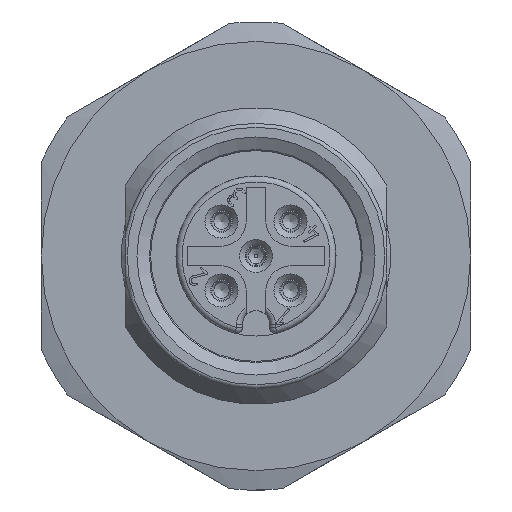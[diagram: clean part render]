
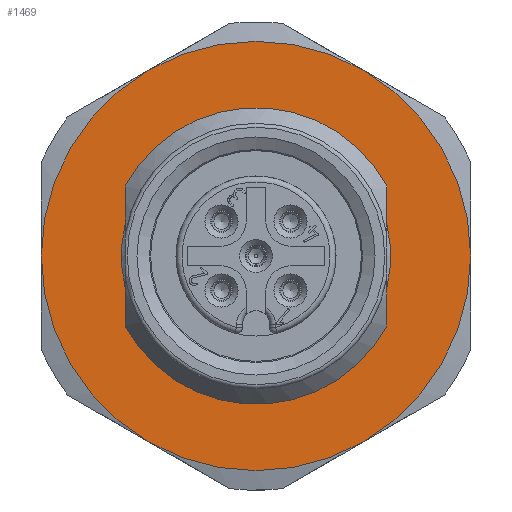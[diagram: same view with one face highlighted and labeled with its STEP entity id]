
A CAD part, left-side view. The second image highlights one B-rep face of the part: STEP entity #1469.
In plain terms, the highlighted planar face has unit normal (-1, 0, 0).
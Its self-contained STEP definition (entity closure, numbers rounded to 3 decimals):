
#330=FACE_BOUND('',#2459,.T.);
#331=FACE_BOUND('',#2460,.T.);
#1043=PLANE('',#8598);
#1469=ADVANCED_FACE('',(#330,#331),#1043,.T.);
#2459=EDGE_LOOP('',(#5497,#5498,#5499,#5500,#5501,#5502));
#2460=EDGE_LOOP('',(#5503,#5504,#5505,#5506,#5507,#5508,#5509,#5510));
#2677=LINE('',#11119,#3183);
#2678=LINE('',#11134,#3184);
#2683=LINE('',#11144,#3189);
#2684=LINE('',#11159,#3190);
#3183=VECTOR('',#9098,1.);
#3184=VECTOR('',#9099,1.);
#3189=VECTOR('',#9106,1.);
#3190=VECTOR('',#9107,1.);
#5497=ORIENTED_EDGE('',*,*,#7662,.T.);
#5498=ORIENTED_EDGE('',*,*,#7663,.T.);
#5499=ORIENTED_EDGE('',*,*,#7664,.T.);
#5500=ORIENTED_EDGE('',*,*,#7665,.T.);
#5501=ORIENTED_EDGE('',*,*,#7666,.T.);
#5502=ORIENTED_EDGE('',*,*,#7667,.T.);
#5503=ORIENTED_EDGE('',*,*,#6899,.F.);
#5504=ORIENTED_EDGE('',*,*,#7668,.T.);
#5505=ORIENTED_EDGE('',*,*,#6901,.F.);
#5506=ORIENTED_EDGE('',*,*,#6792,.T.);
#5507=ORIENTED_EDGE('',*,*,#6906,.F.);
#5508=ORIENTED_EDGE('',*,*,#7669,.T.);
#5509=ORIENTED_EDGE('',*,*,#6908,.F.);
#5510=ORIENTED_EDGE('',*,*,#6838,.T.);
#6029=VERTEX_POINT('',#10836);
#6030=VERTEX_POINT('',#10837);
#6065=VERTEX_POINT('',#10967);
#6066=VERTEX_POINT('',#10968);
#6111=VERTEX_POINT('',#11118);
#6112=VERTEX_POINT('',#11135);
#6115=VERTEX_POINT('',#11143);
#6116=VERTEX_POINT('',#11160);
#6619=VERTEX_POINT('',#13799);
#6620=VERTEX_POINT('',#13800);
#6621=VERTEX_POINT('',#13802);
#6622=VERTEX_POINT('',#13804);
#6623=VERTEX_POINT('',#13806);
#6624=VERTEX_POINT('',#13808);
#6792=EDGE_CURVE('',#6029,#6030,#7911,.T.);
#6838=EDGE_CURVE('',#6065,#6066,#7931,.T.);
#6899=EDGE_CURVE('',#6111,#6066,#2677,.T.);
#6901=EDGE_CURVE('',#6029,#6112,#2678,.T.);
#6906=EDGE_CURVE('',#6115,#6030,#2683,.T.);
#6908=EDGE_CURVE('',#6065,#6116,#2684,.T.);
#7662=EDGE_CURVE('',#6619,#6620,#8059,.T.);
#7663=EDGE_CURVE('',#6620,#6621,#8060,.T.);
#7664=EDGE_CURVE('',#6621,#6622,#8061,.T.);
#7665=EDGE_CURVE('',#6622,#6623,#8062,.T.);
#7666=EDGE_CURVE('',#6623,#6624,#8063,.T.);
#7667=EDGE_CURVE('',#6624,#6619,#8064,.T.);
#7668=EDGE_CURVE('',#6111,#6112,#8065,.T.);
#7669=EDGE_CURVE('',#6115,#6116,#8066,.T.);
#7911=CIRCLE('',#8191,7.6);
#7931=CIRCLE('',#8224,7.6);
#8059=CIRCLE('',#8590,11.);
#8060=CIRCLE('',#8591,11.);
#8061=CIRCLE('',#8592,11.);
#8062=CIRCLE('',#8593,11.);
#8063=CIRCLE('',#8594,11.);
#8064=CIRCLE('',#8595,11.);
#8065=CIRCLE('',#8596,6.9);
#8066=CIRCLE('',#8597,6.9);
#8191=AXIS2_PLACEMENT_3D('',#10835,#8884,#8885);
#8224=AXIS2_PLACEMENT_3D('',#10966,#8964,#8965);
#8590=AXIS2_PLACEMENT_3D('',#13798,#10234,#10235);
#8591=AXIS2_PLACEMENT_3D('',#13801,#10236,#10237);
#8592=AXIS2_PLACEMENT_3D('',#13803,#10238,#10239);
#8593=AXIS2_PLACEMENT_3D('',#13805,#10240,#10241);
#8594=AXIS2_PLACEMENT_3D('',#13807,#10242,#10243);
#8595=AXIS2_PLACEMENT_3D('',#13809,#10244,#10245);
#8596=AXIS2_PLACEMENT_3D('',#13810,#10246,#10247);
#8597=AXIS2_PLACEMENT_3D('',#13811,#10248,#10249);
#8598=AXIS2_PLACEMENT_3D('',#13812,#10250,#10251);
#8884=DIRECTION('',(1.,0.,0.));
#8885=DIRECTION('',(0.,0.,1.));
#8964=DIRECTION('',(1.,0.,0.));
#8965=DIRECTION('',(0.,0.,1.));
#9098=DIRECTION('',(0.,0.,-1.));
#9099=DIRECTION('',(0.,0.,-1.));
#9106=DIRECTION('',(0.,0.,1.));
#9107=DIRECTION('',(0.,0.,1.));
#10234=DIRECTION('',(-1.,0.,0.));
#10235=DIRECTION('',(0.,0.,1.));
#10236=DIRECTION('',(-1.,0.,0.));
#10237=DIRECTION('',(0.,0.,1.));
#10238=DIRECTION('',(-1.,0.,0.));
#10239=DIRECTION('',(0.,0.,1.));
#10240=DIRECTION('',(-1.,0.,0.));
#10241=DIRECTION('',(0.,0.,1.));
#10242=DIRECTION('',(-1.,0.,0.));
#10243=DIRECTION('',(0.,0.,1.));
#10244=DIRECTION('',(-1.,0.,0.));
#10245=DIRECTION('',(0.,0.,1.));
#10246=DIRECTION('',(1.,0.,0.));
#10247=DIRECTION('',(0.,0.,-1.));
#10248=DIRECTION('',(1.,0.,0.));
#10249=DIRECTION('',(0.,0.,-1.));
#10250=DIRECTION('',(-1.,0.,0.));
#10251=DIRECTION('',(0.,0.,1.));
#10835=CARTESIAN_POINT('',(6.5,0.,0.));
#10836=CARTESIAN_POINT('',(6.5,6.7,3.587));
#10837=CARTESIAN_POINT('',(6.5,-6.7,3.587));
#10966=CARTESIAN_POINT('',(6.5,0.,0.));
#10967=CARTESIAN_POINT('',(6.5,-6.7,-3.587));
#10968=CARTESIAN_POINT('',(6.5,6.7,-3.587));
#11118=CARTESIAN_POINT('',(6.5,6.7,-1.649));
#11119=CARTESIAN_POINT('',(6.5,6.7,0.));
#11134=CARTESIAN_POINT('',(6.5,6.7,0.));
#11135=CARTESIAN_POINT('',(6.5,6.7,1.649));
#11143=CARTESIAN_POINT('',(6.5,-6.7,1.649));
#11144=CARTESIAN_POINT('',(6.5,-6.7,0.));
#11159=CARTESIAN_POINT('',(6.5,-6.7,0.));
#11160=CARTESIAN_POINT('',(6.5,-6.7,-1.649));
#13798=CARTESIAN_POINT('',(6.5,0.,0.));
#13799=CARTESIAN_POINT('',(6.5,-11.,0.));
#13800=CARTESIAN_POINT('',(6.5,-5.5,9.526));
#13801=CARTESIAN_POINT('',(6.5,0.,0.));
#13802=CARTESIAN_POINT('',(6.5,5.5,9.526));
#13803=CARTESIAN_POINT('',(6.5,0.,0.));
#13804=CARTESIAN_POINT('',(6.5,11.,0.));
#13805=CARTESIAN_POINT('',(6.5,0.,0.));
#13806=CARTESIAN_POINT('',(6.5,5.5,-9.526));
#13807=CARTESIAN_POINT('',(6.5,0.,0.));
#13808=CARTESIAN_POINT('',(6.5,-5.5,-9.526));
#13809=CARTESIAN_POINT('',(6.5,0.,0.));
#13810=CARTESIAN_POINT('',(6.5,0.,0.));
#13811=CARTESIAN_POINT('',(6.5,0.,0.));
#13812=CARTESIAN_POINT('',(6.5,0.,0.));
